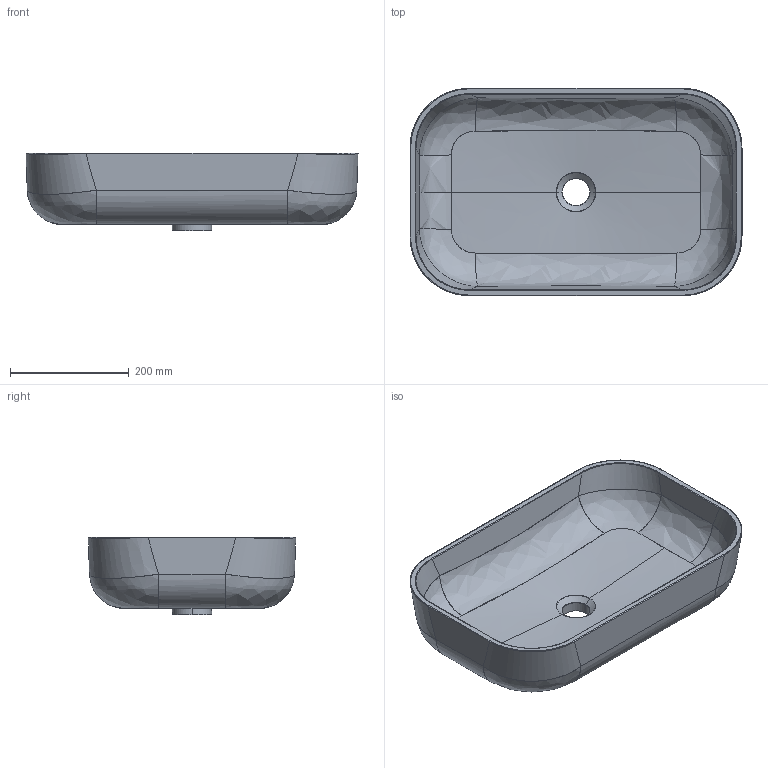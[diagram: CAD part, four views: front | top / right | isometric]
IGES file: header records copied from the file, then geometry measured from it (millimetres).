
Start section: SolidWorks IGES file using analytic representation for surfaces
Global section: file name: NAIA.IGS; native system: SolidWorks 2022; preprocessor: SolidWorks 2022; author: a.dellen; date: 221026.125227; units: millimetre
Bounding box: 559.93 x 349.93 x 130.39 mm (x, y, z)
Surface area: 630507.8 mm2 (no closed solid volume)
Topology: 0 solids, 0 shells, 71 faces, 1098 edges, 1098 vertices
Faces by surface type: bspline 54, revolution 17
